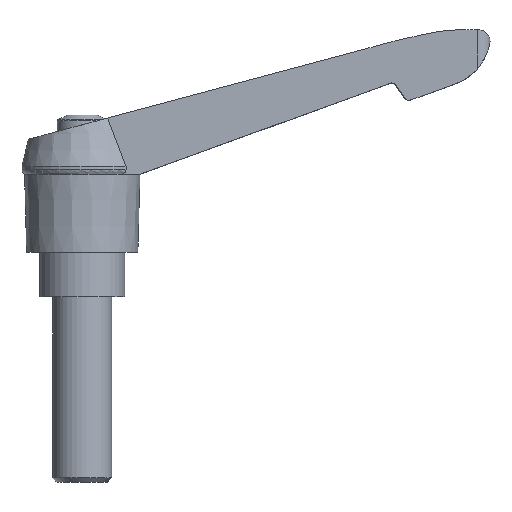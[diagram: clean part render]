
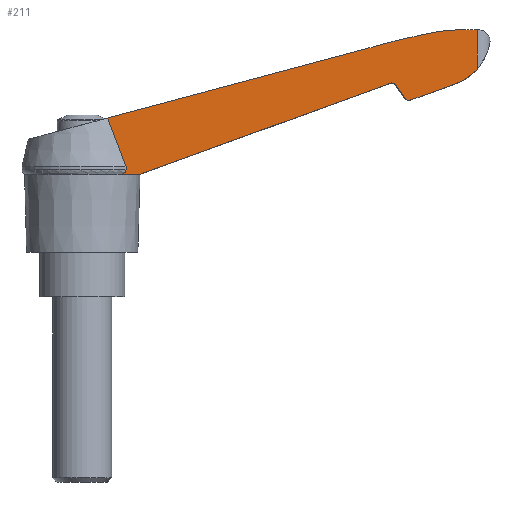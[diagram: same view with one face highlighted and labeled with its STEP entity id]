
A CAD part, top view. The second image highlights one B-rep face of the part: STEP entity #211.
In plain terms, the highlighted planar face has unit normal (0.035, 0, 0.999).
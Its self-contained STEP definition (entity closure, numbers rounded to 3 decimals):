
#211 = ADVANCED_FACE( '', ( #454 ), #455, .F. );
#454 = FACE_OUTER_BOUND( '', #725, .T. );
#455 = PLANE( '', #726 );
#725 = EDGE_LOOP( '', ( #1330, #1331, #1332, #1333, #1334, #1335, #1336, #1337, #1338, #1339, #1340, #1341, #1342, #1343, #1344 ) );
#726 = AXIS2_PLACEMENT_3D( '', #1345, #1346, #1347 );
#1330 = ORIENTED_EDGE( '', *, *, #1766, .F. );
#1331 = ORIENTED_EDGE( '', *, *, #1873, .T. );
#1332 = ORIENTED_EDGE( '', *, *, #1639, .F. );
#1333 = ORIENTED_EDGE( '', *, *, #1809, .F. );
#1334 = ORIENTED_EDGE( '', *, *, #1706, .T. );
#1335 = ORIENTED_EDGE( '', *, *, #1852, .F. );
#1336 = ORIENTED_EDGE( '', *, *, #1874, .F. );
#1337 = ORIENTED_EDGE( '', *, *, #1794, .F. );
#1338 = ORIENTED_EDGE( '', *, *, #1875, .F. );
#1339 = ORIENTED_EDGE( '', *, *, #1876, .F. );
#1340 = ORIENTED_EDGE( '', *, *, #1877, .F. );
#1341 = ORIENTED_EDGE( '', *, *, #1878, .F. );
#1342 = ORIENTED_EDGE( '', *, *, #1763, .F. );
#1343 = ORIENTED_EDGE( '', *, *, #1622, .F. );
#1344 = ORIENTED_EDGE( '', *, *, #1841, .F. );
#1345 = CARTESIAN_POINT( '', ( 0., 77., 11.557 ) );
#1346 = DIRECTION( '', ( -0.035, 0., -0.999 ) );
#1347 = DIRECTION( '', ( -0.999, 0., 0.035 ) );
#1622 = EDGE_CURVE( '', #1932, #1933, #1934, .T. );
#1639 = EDGE_CURVE( '', #1963, #1964, #1965, .T. );
#1706 = EDGE_CURVE( '', #2083, #2081, #2084, .T. );
#1763 = EDGE_CURVE( '', #1933, #2172, #2174, .T. );
#1766 = EDGE_CURVE( '', #2176, #2178, #2179, .T. );
#1794 = EDGE_CURVE( '', #2218, #2220, #2221, .T. );
#1809 = EDGE_CURVE( '', #2083, #1963, #2238, .T. );
#1841 = EDGE_CURVE( '', #2178, #1932, #2287, .T. );
#1852 = EDGE_CURVE( '', #2299, #2081, #2301, .T. );
#1873 = EDGE_CURVE( '', #2176, #1964, #2327, .T. );
#1874 = EDGE_CURVE( '', #2220, #2299, #2328, .T. );
#1875 = EDGE_CURVE( '', #2329, #2218, #2330, .T. );
#1876 = EDGE_CURVE( '', #2331, #2329, #2332, .T. );
#1877 = EDGE_CURVE( '', #2333, #2331, #2334, .T. );
#1878 = EDGE_CURVE( '', #2172, #2333, #2335, .T. );
#1932 = VERTEX_POINT( '', #2393 );
#1933 = VERTEX_POINT( '', #2394 );
#1934 = LINE( '', #2395, #2396 );
#1963 = VERTEX_POINT( '', #2441 );
#1964 = VERTEX_POINT( '', #2442 );
#1965 = LINE( '', #2443, #2444 );
#2081 = VERTEX_POINT( '', #2642 );
#2083 = VERTEX_POINT( '', #2645 );
#2084 = ELLIPSE( '', #2646, 1.201, 1.2 );
#2172 = VERTEX_POINT( '', #2766 );
#2174 = ELLIPSE( '', #2769, 200.12, 200. );
#2176 = VERTEX_POINT( '', #2771 );
#2178 = VERTEX_POINT( '', #2773 );
#2179 = LINE( '', #2774, #2775 );
#2218 = VERTEX_POINT( '', #2836 );
#2220 = VERTEX_POINT( '', #2839 );
#2221 = LINE( '', #2840, #2841 );
#2238 = LINE( '', #2868, #2869 );
#2287 = B_SPLINE_CURVE_WITH_KNOTS( '', 3, ( #2931, #2932, #2933, #2934, #2935, #2936, #2937, #2938 ), .UNSPECIFIED., .F., .F., ( 4, 2, 2, 4 ), ( 0., 0.007, 0.011, 0.014 ), .UNSPECIFIED. );
#2299 = VERTEX_POINT( '', #2952 );
#2301 = LINE( '', #2955, #2956 );
#2327 = B_SPLINE_CURVE_WITH_KNOTS( '', 3, ( #3001, #3002, #3003, #3004, #3005, #3006, #3007, #3008, #3009, #3010 ), .UNSPECIFIED., .F., .F., ( 4, 2, 2, 2, 4 ), ( 0., 0., 0.001, 0.001, 0.002 ), .UNSPECIFIED. );
#2328 = ELLIPSE( '', #3011, 1.501, 1.5 );
#2329 = VERTEX_POINT( '', #3012 );
#2330 = ELLIPSE( '', #3013, 14.309, 14.3 );
#2331 = VERTEX_POINT( '', #3014 );
#2332 = LINE( '', #3015, #3016 );
#2333 = VERTEX_POINT( '', #3017 );
#2334 = ELLIPSE( '', #3018, 50.03, 50. );
#2335 = ELLIPSE( '', #3019, 41.025, 41. );
#2393 = CARTESIAN_POINT( '', ( 6.85, 48.219, 11.32 ) );
#2394 = CARTESIAN_POINT( '', ( 76.5, 66.881, 8.909 ) );
#2395 = CARTESIAN_POINT( '', ( 76.263, 66.818, 8.918 ) );
#2396 = VECTOR( '', #3147, 1000. );
#2441 = CARTESIAN_POINT( '', ( 15.5, 33., 11.02 ) );
#2442 = CARTESIAN_POINT( '', ( 10.805, 33., 11.183 ) );
#2443 = CARTESIAN_POINT( '', ( -0.162, 33., 11.562 ) );
#2444 = VECTOR( '', #3169, 1000. );
#2642 = CARTESIAN_POINT( '', ( 84.478, 57.159, 8.633 ) );
#2645 = CARTESIAN_POINT( '', ( 83.084, 57.599, 8.681 ) );
#2646 = AXIS2_PLACEMENT_3D( '', #3260, #3261, #3262 );
#2766 = CARTESIAN_POINT( '', ( 95.8, 71.5, 8.241 ) );
#2769 = AXIS2_PLACEMENT_3D( '', #3326, #3327, #3328 );
#2771 = CARTESIAN_POINT( '', ( 11.823, 34.213, 11.148 ) );
#2773 = CARTESIAN_POINT( '', ( 11.823, 35.1, 11.148 ) );
#2774 = CARTESIAN_POINT( '', ( 11.823, 105.717, 11.148 ) );
#2775 = VECTOR( '', #3332, 1000. );
#2836 = CARTESIAN_POINT( '', ( 100.6, 57.431, 8.075 ) );
#2839 = CARTESIAN_POINT( '', ( 88.682, 53.093, 8.488 ) );
#2840 = CARTESIAN_POINT( '', ( 88.445, 53.007, 8.496 ) );
#2841 = VECTOR( '', #3362, 1000. );
#2868 = CARTESIAN_POINT( '', ( 15.34, 32.942, 11.026 ) );
#2869 = VECTOR( '', #3381, 1000. );
#2931 = CARTESIAN_POINT( '', ( 11.823, 35.1, 11.148 ) );
#2932 = CARTESIAN_POINT( '', ( 11.096, 37.324, 11.173 ) );
#2933 = CARTESIAN_POINT( '', ( 10.34, 39.538, 11.199 ) );
#2934 = CARTESIAN_POINT( '', ( 9.119, 42.829, 11.241 ) );
#2935 = CARTESIAN_POINT( '', ( 8.698, 43.92, 11.256 ) );
#2936 = CARTESIAN_POINT( '', ( 7.813, 46.086, 11.286 ) );
#2937 = CARTESIAN_POINT( '', ( 7.349, 47.161, 11.302 ) );
#2938 = CARTESIAN_POINT( '', ( 6.85, 48.219, 11.32 ) );
#2952 = CARTESIAN_POINT( '', ( 86.94, 53.643, 8.548 ) );
#2955 = CARTESIAN_POINT( '', ( 84.391, 57.283, 8.636 ) );
#2956 = VECTOR( '', #3446, 1000. );
#3001 = CARTESIAN_POINT( '', ( 11.823, 34.213, 11.148 ) );
#3002 = CARTESIAN_POINT( '', ( 11.799, 34.076, 11.148 ) );
#3003 = CARTESIAN_POINT( '', ( 11.754, 33.948, 11.15 ) );
#3004 = CARTESIAN_POINT( '', ( 11.629, 33.705, 11.154 ) );
#3005 = CARTESIAN_POINT( '', ( 11.549, 33.591, 11.157 ) );
#3006 = CARTESIAN_POINT( '', ( 11.368, 33.388, 11.163 ) );
#3007 = CARTESIAN_POINT( '', ( 11.264, 33.295, 11.167 ) );
#3008 = CARTESIAN_POINT( '', ( 11.044, 33.133, 11.175 ) );
#3009 = CARTESIAN_POINT( '', ( 10.927, 33.062, 11.179 ) );
#3010 = CARTESIAN_POINT( '', ( 10.805, 33., 11.183 ) );
#3011 = AXIS2_PLACEMENT_3D( '', #3473, #3474, #3475 );
#3012 = CARTESIAN_POINT( '', ( 106.525, 61.42, 7.87 ) );
#3013 = AXIS2_PLACEMENT_3D( '', #3476, #3477, #3478 );
#3014 = CARTESIAN_POINT( '', ( 106.525, 72.015, 7.87 ) );
#3015 = CARTESIAN_POINT( '', ( 106.525, 77., 7.87 ) );
#3016 = VECTOR( '', #3479, 1000. );
#3017 = CARTESIAN_POINT( '', ( 103.5, 72., 7.975 ) );
#3018 = AXIS2_PLACEMENT_3D( '', #3480, #3481, #3482 );
#3019 = AXIS2_PLACEMENT_3D( '', #3483, #3484, #3485 );
#3147 = DIRECTION( '', ( 0.965, 0.259, -0.033 ) );
#3169 = DIRECTION( '', ( -0.999, 0., 0.035 ) );
#3260 = CARTESIAN_POINT( '', ( 83.495, 56.471, 8.667 ) );
#3261 = DIRECTION( '', ( -0.035, 0., -0.999 ) );
#3262 = DIRECTION( '', ( 0.999, 0., -0.035 ) );
#3326 = CARTESIAN_POINT( '', ( 132.64, -125.078, 6.966 ) );
#3327 = DIRECTION( '', ( -0.035, 0., -0.999 ) );
#3328 = DIRECTION( '', ( 0.999, 0., -0.035 ) );
#3332 = DIRECTION( '', ( 0., 1., 0. ) );
#3362 = DIRECTION( '', ( -0.939, -0.342, 0.033 ) );
#3381 = DIRECTION( '', ( -0.939, -0.342, 0.033 ) );
#3446 = DIRECTION( '', ( -0.573, 0.819, 0.02 ) );
#3473 = CARTESIAN_POINT( '', ( 88.169, 54.503, 8.506 ) );
#3474 = DIRECTION( '', ( -0.035, 0., -0.999 ) );
#3475 = DIRECTION( '', ( 0.999, 0., -0.035 ) );
#3476 = CARTESIAN_POINT( '', ( 95.828, 70.912, 8.24 ) );
#3477 = DIRECTION( '', ( -0.035, 0., -0.999 ) );
#3478 = DIRECTION( '', ( 0.999, 0., -0.035 ) );
#3479 = DIRECTION( '', ( 0., -1., 0. ) );
#3480 = CARTESIAN_POINT( '', ( 105.26, 22.031, 7.914 ) );
#3481 = DIRECTION( '', ( -0.035, 0., -0.999 ) );
#3482 = DIRECTION( '', ( 0.999, 0., -0.035 ) );
#3483 = CARTESIAN_POINT( '', ( 102.295, 31.018, 8.017 ) );
#3484 = DIRECTION( '', ( -0.035, 0., -0.999 ) );
#3485 = DIRECTION( '', ( 0.999, 0., -0.035 ) );
